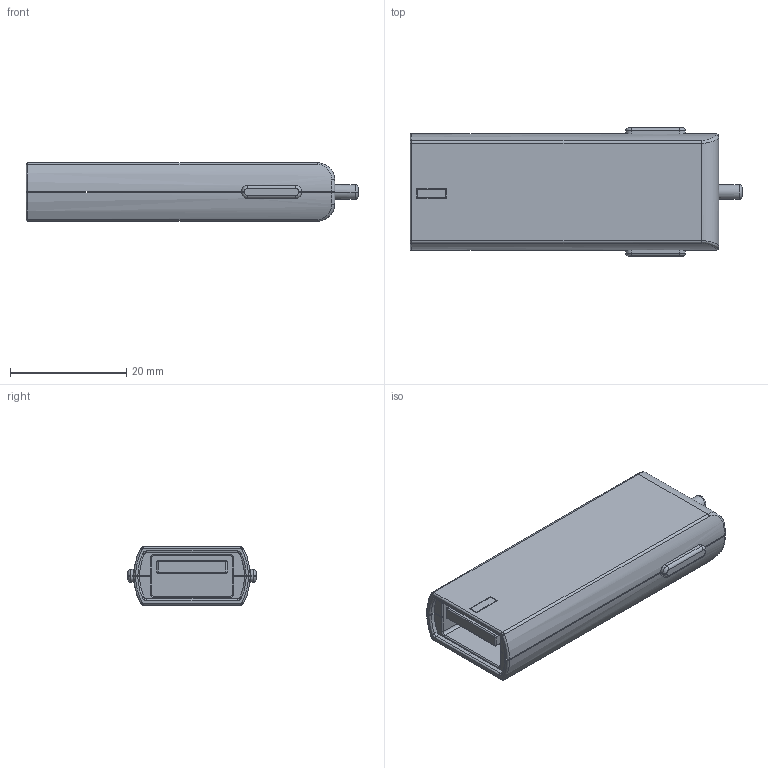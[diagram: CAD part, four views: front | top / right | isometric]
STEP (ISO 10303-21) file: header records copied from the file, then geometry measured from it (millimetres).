
FILE_DESCRIPTION(('CATIA V5 STEP Exchange'),'2;1');
FILE_NAME('usbcar2.stp','2014-02-25T08:39:39+00:00',('none'),('none'),'CATIA Version 5 Release 19 SP 2 (IN-10)','CATIA V5 STEP AP203','none');
FILE_SCHEMA(('CONFIG_CONTROL_DESIGN'));
Length unit declared in the file: millimetre
Products named in the file (1): usbcar2
Bounding box: 57 x 22 x 10 mm (x, y, z)
Volume: 9303.8 mm3; surface area: 5716.8 mm2
Topology: 1 solids, 1 shells, 157 faces, 420 edges, 254 vertices
Faces by surface type: cylinder 58, plane 57, torus 30, revolution 4, bspline 4, sphere 4
Entity records: 5152 total; most frequent: CARTESIAN_POINT 1432, ORIENTED_EDGE 832, DIRECTION 632, EDGE_CURVE 416, AXIS2_PLACEMENT_3D 284, VERTEX_POINT 254, VECTOR 220, LINE 220
